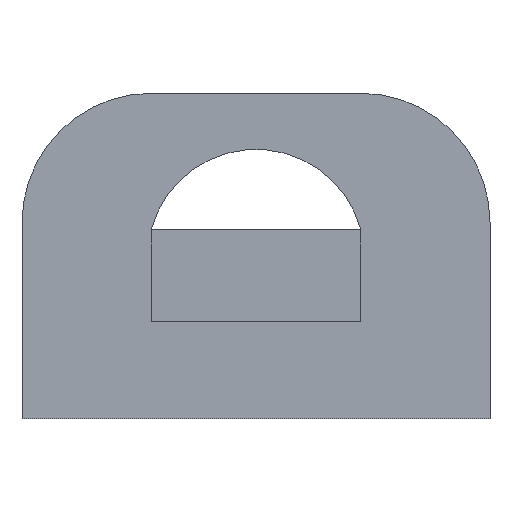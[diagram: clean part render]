
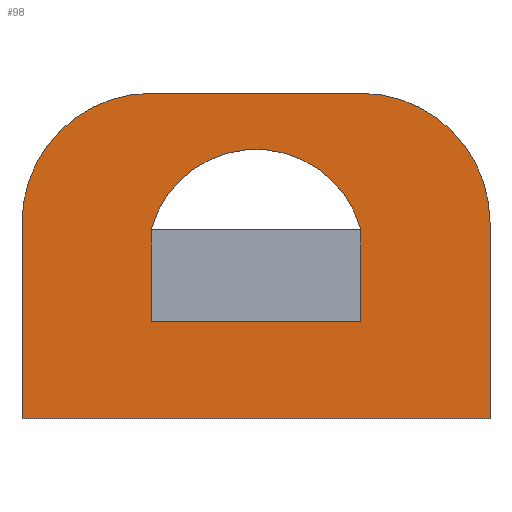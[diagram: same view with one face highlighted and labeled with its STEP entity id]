
A CAD part, front view. The second image highlights one B-rep face of the part: STEP entity #98.
In plain terms, the highlighted planar face has unit normal (0, -1, 0).
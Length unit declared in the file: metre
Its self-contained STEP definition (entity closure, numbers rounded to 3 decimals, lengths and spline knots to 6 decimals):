
#98=ADVANCED_FACE('0:9594',(#201,#202),#203,.T.);
#201=FACE_OUTER_BOUND('',#305,.T.);
#202=FACE_BOUND('',#306,.T.);
#203=PLANE('',#307);
#305=EDGE_LOOP('',(#550,#551,#552,#553,#554,#555,#556,#557));
#306=EDGE_LOOP('',(#558,#559,#560,#561));
#307=AXIS2_PLACEMENT_3D('',#562,#563,#564);
#550=ORIENTED_EDGE('',*,*,#722,.F.);
#551=ORIENTED_EDGE('',*,*,#704,.T.);
#552=ORIENTED_EDGE('',*,*,#708,.T.);
#553=ORIENTED_EDGE('',*,*,#699,.F.);
#554=ORIENTED_EDGE('',*,*,#732,.F.);
#555=ORIENTED_EDGE('',*,*,#646,.F.);
#556=ORIENTED_EDGE('',*,*,#730,.T.);
#557=ORIENTED_EDGE('',*,*,#649,.F.);
#558=ORIENTED_EDGE('',*,*,#690,.F.);
#559=ORIENTED_EDGE('',*,*,#738,.F.);
#560=ORIENTED_EDGE('',*,*,#735,.T.);
#561=ORIENTED_EDGE('',*,*,#740,.T.);
#562=CARTESIAN_POINT('',(-0.009858,-0.005218,0.0));
#563=DIRECTION('',(0.0,-1.0,-0.0));
#564=DIRECTION('',(-1.0,0.0,-0.0));
#646=EDGE_CURVE('0:9874',#770,#766,#772,.T.);
#649=EDGE_CURVE('',#774,#777,#778,.T.);
#690=EDGE_CURVE('0:4367',#848,#849,#850,.T.);
#699=EDGE_CURVE('0:923',#861,#863,#864,.T.);
#704=EDGE_CURVE('0:896',#871,#869,#872,.T.);
#708=EDGE_CURVE('0:4364',#869,#863,#877,.T.);
#722=EDGE_CURVE('0:10374',#871,#774,#896,.T.);
#730=EDGE_CURVE('0:929',#770,#777,#906,.F.);
#732=EDGE_CURVE('',#766,#861,#908,.T.);
#735=EDGE_CURVE('0:9603',#912,#910,#913,.T.);
#738=EDGE_CURVE('0:887',#912,#848,#916,.T.);
#740=EDGE_CURVE('0:932',#910,#849,#918,.T.);
#766=VERTEX_POINT('',#948);
#770=VERTEX_POINT('',#953);
#772=CIRCLE('',#956,0.004);
#774=VERTEX_POINT('',#958);
#777=VERTEX_POINT('',#962);
#778=CIRCLE('',#963,0.004);
#848=VERTEX_POINT('',#1060);
#849=VERTEX_POINT('',#1061);
#850=LINE('',#1062,#1063);
#861=VERTEX_POINT('',#1080);
#863=VERTEX_POINT('',#1083);
#864=LINE('',#1084,#1085);
#869=VERTEX_POINT('',#1092);
#871=VERTEX_POINT('',#1095);
#872=LINE('',#1096,#1097);
#877=LINE('',#1104,#1105);
#896=CIRCLE('',#1130,0.004);
#906=LINE('',#1143,#1144);
#908=CIRCLE('',#1146,0.004);
#910=VERTEX_POINT('',#1148);
#912=VERTEX_POINT('',#1151);
#913=CIRCLE('',#1152,0.003365);
#916=LINE('',#1156,#1157);
#918=LINE('',#1159,#1160);
#948=CARTESIAN_POINT('',(-0.003779,-0.005218,0.005908));
#953=CARTESIAN_POINT('',(-0.006608,-0.005218,0.00708));
#956=AXIS2_PLACEMENT_3D('',#1205,#1206,#1207);
#958=CARTESIAN_POINT('',(-0.015936,-0.005218,0.005908));
#962=CARTESIAN_POINT('',(-0.013108,-0.005218,0.00708));
#963=AXIS2_PLACEMENT_3D('',#1209,#1210,#1211);
#1060=CARTESIAN_POINT('',(-0.013108,-0.005218,0.0));
#1061=CARTESIAN_POINT('',(-0.006608,-0.005218,0.0));
#1062=CARTESIAN_POINT('',(-0.013108,-0.005218,0.0));
#1063=VECTOR('',#1260,1.0);
#1080=CARTESIAN_POINT('',(-0.002608,-0.005218,0.00308));
#1083=CARTESIAN_POINT('',(-0.002608,-0.005218,-0.003));
#1084=CARTESIAN_POINT('',(-0.002608,-0.005218,0.0));
#1085=VECTOR('',#1268,1.0);
#1092=CARTESIAN_POINT('',(-0.017108,-0.005218,-0.003));
#1095=CARTESIAN_POINT('',(-0.017108,-0.005218,0.00308));
#1096=CARTESIAN_POINT('',(-0.017108,-0.005218,0.0));
#1097=VECTOR('',#1272,1.0);
#1104=CARTESIAN_POINT('',(-0.017108,-0.005218,-0.003));
#1105=VECTOR('',#1275,1.0);
#1130=AXIS2_PLACEMENT_3D('',#1291,#1292,#1293);
#1143=CARTESIAN_POINT('',(-0.004929,-0.005218,0.00708));
#1144=VECTOR('',#1303,1.0);
#1146=AXIS2_PLACEMENT_3D('',#1304,#1305,#1306);
#1148=CARTESIAN_POINT('',(-0.006608,-0.005218,0.00285));
#1151=CARTESIAN_POINT('',(-0.013108,-0.005218,0.00285));
#1152=AXIS2_PLACEMENT_3D('',#1308,#1309,#1310);
#1156=CARTESIAN_POINT('',(-0.013108,-0.005218,0.0));
#1157=VECTOR('',#1312,1.0);
#1159=CARTESIAN_POINT('',(-0.006608,-0.005218,0.0));
#1160=VECTOR('',#1313,1.0);
#1205=CARTESIAN_POINT('',(-0.006608,-0.005218,0.00308));
#1206=DIRECTION('',(-0.0,1.0,0.0));
#1207=DIRECTION('',(0.707,0.0,0.707));
#1209=CARTESIAN_POINT('',(-0.013108,-0.005218,0.00308));
#1210=DIRECTION('',(0.0,1.0,-0.0));
#1211=DIRECTION('',(-0.707,0.0,0.707));
#1260=DIRECTION('',(1.0,0.0,0.0));
#1268=DIRECTION('',(-0.0,-0.0,-1.0));
#1272=DIRECTION('',(-0.0,-0.0,-1.0));
#1275=DIRECTION('',(1.0,0.0,0.0));
#1291=CARTESIAN_POINT('',(-0.013108,-0.005218,0.00308));
#1292=DIRECTION('',(0.0,1.0,-0.0));
#1293=DIRECTION('',(-0.707,0.0,0.707));
#1303=DIRECTION('',(1.0,0.0,-0.0));
#1304=CARTESIAN_POINT('',(-0.006608,-0.005218,0.00308));
#1305=DIRECTION('',(-0.0,1.0,0.0));
#1306=DIRECTION('',(0.707,0.0,0.707));
#1308=CARTESIAN_POINT('',(-0.009858,-0.005218,0.001979));
#1309=DIRECTION('',(0.0,1.0,0.0));
#1310=DIRECTION('',(-0.966,0.0,0.259));
#1312=DIRECTION('',(-0.0,-0.0,-1.0));
#1313=DIRECTION('',(-0.0,-0.0,-1.0));
